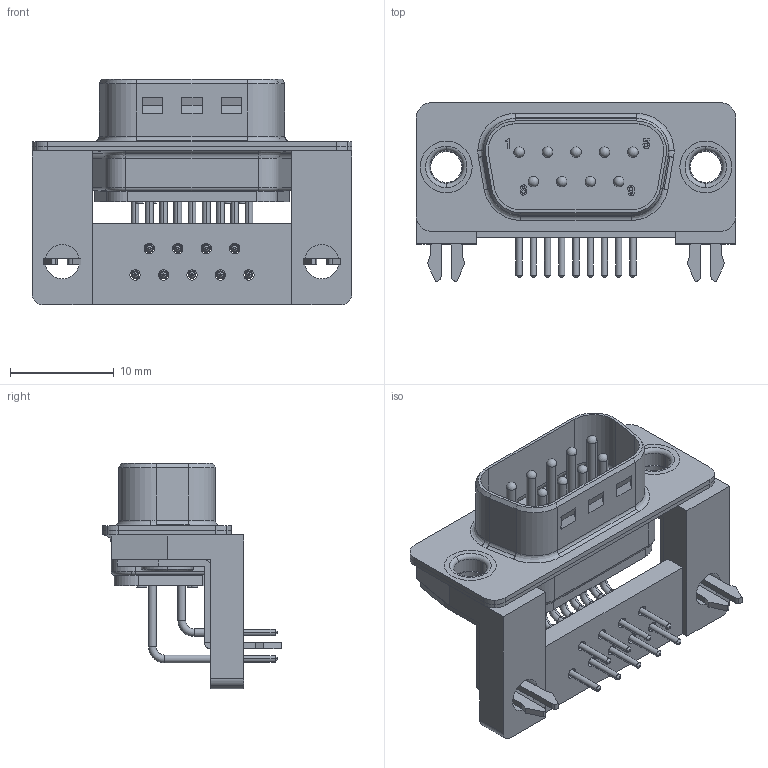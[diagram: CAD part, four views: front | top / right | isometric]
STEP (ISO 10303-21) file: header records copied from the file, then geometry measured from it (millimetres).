
FILE_DESCRIPTION((''),'2;1');
FILE_NAME('210112013.stp','2007-11-05T07:28:56',('martin.rickli'),(''),'Autodesk Inventor 9','Autodesk Inventor 9','');
FILE_SCHEMA(('AUTOMOTIVE_DESIGN { 1 0 10303 214 1 1 1 1 }'));
Length unit declared in the file: millimetre
Products named in the file (10): 052263; 00032a_09; R+B00097f_C19F; R+B00097f_C18F; R+B00143b; R+B00140; 00573; DE002592; R+B00306a; R+B00104b_male
Assembly tree (18 placements, depth 2):
  052263
    00032a_09
    R+B00097f_C19F  x5
    R+B00097f_C18F  x4
    R+B00143b
    R+B00140
    00573
    DE002592
    R+B00306a  x2
    R+B00104b_male  x2
Bounding box: 30.8 x 17.2 x 21.7 mm (x, y, z)
Volume: 2151.9 mm3; surface area: 5639.4 mm2
Topology: 18 solids, 18 shells, 1998 faces, 4931 edges, 3018 vertices
Faces by surface type: plane 1416, cylinder 301, bspline 148, cone 84, torus 40, sphere 9
Entity records: 28406 total; most frequent: CARTESIAN_POINT 8625, ORIENTED_EDGE 4136, DIRECTION 4078, EDGE_CURVE 2068, AXIS2_PLACEMENT_3D 1470, VERTEX_POINT 1301, VECTOR 1138, LINE 1138
